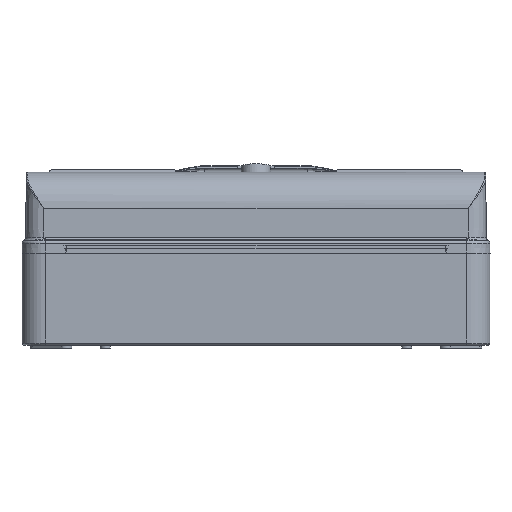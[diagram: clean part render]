
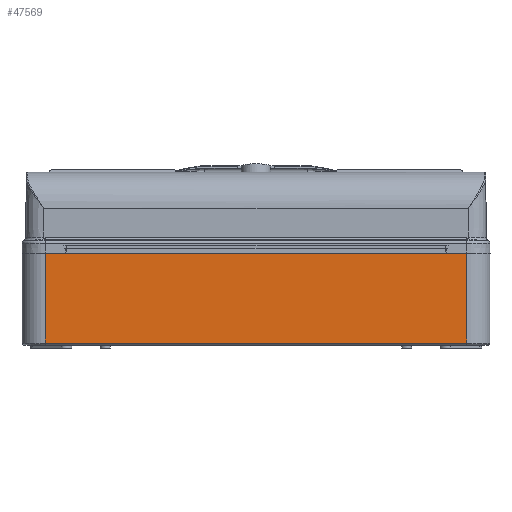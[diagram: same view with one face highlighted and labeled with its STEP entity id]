
A CAD part, left-side view. The second image highlights one B-rep face of the part: STEP entity #47569.
In plain terms, the highlighted face is planar.
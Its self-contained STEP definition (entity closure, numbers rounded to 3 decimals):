
#33926=DIRECTION('',(1.,0.,0.));
#33927=VECTOR('',#33926,288.);
#33928=CARTESIAN_POINT('',(-144.,180.,1.5));
#33929=LINE('',#33928,#33927);
#35015=DIRECTION('',(-1.,0.,0.));
#35016=VECTOR('',#35015,288.);
#35017=CARTESIAN_POINT('',(144.,180.,63.));
#35018=LINE('',#35017,#35016);
#35193=DIRECTION('',(0.,0.,-1.));
#35194=VECTOR('',#35193,61.5);
#35195=CARTESIAN_POINT('',(-144.,180.,63.));
#35196=LINE('',#35195,#35194);
#35216=DIRECTION('',(0.,0.,1.));
#35217=VECTOR('',#35216,61.5);
#35218=CARTESIAN_POINT('',(144.,180.,1.5));
#35219=LINE('',#35218,#35217);
#44594=CARTESIAN_POINT('',(-144.,180.,1.5));
#44595=CARTESIAN_POINT('',(144.,180.,1.5));
#44596=VERTEX_POINT('',#44594);
#44597=VERTEX_POINT('',#44595);
#44598=CARTESIAN_POINT('',(-144.,180.,63.));
#44599=VERTEX_POINT('',#44598);
#44600=CARTESIAN_POINT('',(144.,180.,63.));
#44601=VERTEX_POINT('',#44600);
#47554=CARTESIAN_POINT('',(-144.,180.,0.));
#47555=DIRECTION('',(0.,-1.,0.));
#47556=DIRECTION('',(1.,0.,0.));
#47557=AXIS2_PLACEMENT_3D('',#47554,#47555,#47556);
#47558=PLANE('',#47557);
#47560=ORIENTED_EDGE('',*,*,#47559,.T.);
#47562=ORIENTED_EDGE('',*,*,#47561,.T.);
#47564=ORIENTED_EDGE('',*,*,#47563,.T.);
#47566=ORIENTED_EDGE('',*,*,#47565,.T.);
#47567=EDGE_LOOP('',(#47560,#47562,#47564,#47566));
#47568=FACE_OUTER_BOUND('',#47567,.F.);
#47569=ADVANCED_FACE('',(#47568),#47558,.F.);
#47559=EDGE_CURVE('',#44596,#44597,#33929,.T.);
#47561=EDGE_CURVE('',#44597,#44601,#35219,.T.);
#47563=EDGE_CURVE('',#44601,#44599,#35018,.T.);
#47565=EDGE_CURVE('',#44599,#44596,#35196,.T.);
